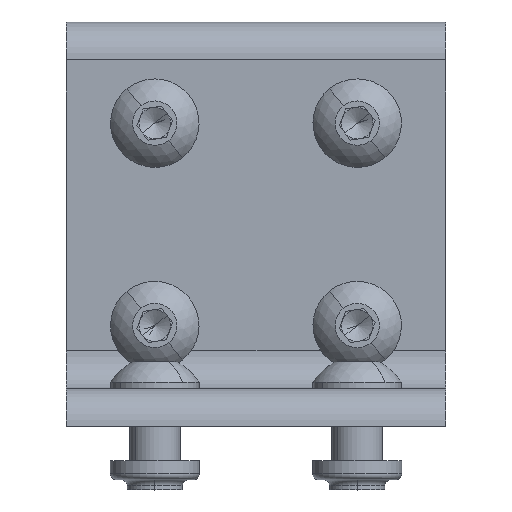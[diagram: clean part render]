
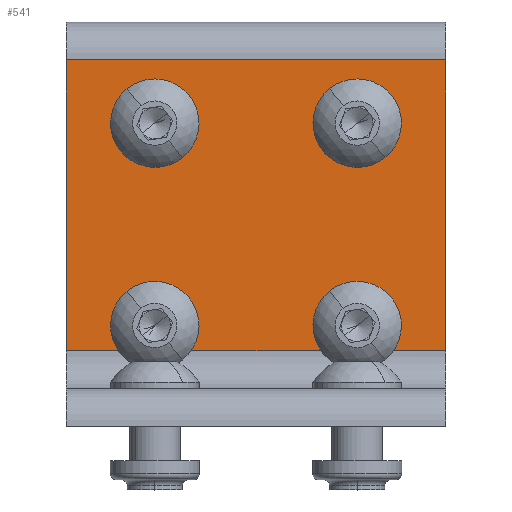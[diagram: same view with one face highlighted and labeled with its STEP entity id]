
A CAD part, top view. The second image highlights one B-rep face of the part: STEP entity #541.
In plain terms, the highlighted planar face has unit normal (0, 0, 1).
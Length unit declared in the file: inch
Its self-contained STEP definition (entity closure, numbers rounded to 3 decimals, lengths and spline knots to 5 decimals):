
#26 = ORIENTED_EDGE ( 'NONE', *, *, #2673, .T. ) ;
#88 = EDGE_CURVE ( 'NONE', #2682, #2434, #884, .T. ) ;
#99 = LINE ( 'NONE', #100, #101 ) ;
#100 = CARTESIAN_POINT ( 'NONE',  ( -0.9375, 0.375, 0.1875 ) ) ;
#101 = VECTOR ( 'NONE', #102, 39.37008 ) ;
#102 = DIRECTION ( 'NONE',  ( 1., 0., 0. ) ) ;
#188 = CIRCLE ( 'NONE', #189, 0.1285 ) ;
#189 = AXIS2_PLACEMENT_3D ( 'NONE', #190, #191, #193 ) ;
#190 = CARTESIAN_POINT ( 'NONE',  ( 0.5, 1.5, 0.1875 ) ) ;
#191 = DIRECTION ( 'NONE',  ( 0., 0., 1. ) ) ;
#193 = DIRECTION ( 'NONE',  ( 0., -1., 0. ) ) ;
#239 = CIRCLE ( 'NONE', #240, 0.1285 ) ;
#240 = AXIS2_PLACEMENT_3D ( 'NONE', #241, #242, #243 ) ;
#241 = CARTESIAN_POINT ( 'NONE',  ( 0.5, 0.5, 0.1875 ) ) ;
#242 = DIRECTION ( 'NONE',  ( 0., 0., 1. ) ) ;
#243 = DIRECTION ( 'NONE',  ( 0., -1., 0. ) ) ;
#244 = CARTESIAN_POINT ( 'NONE',  ( -0.5, 1.6285, 0.1875 ) ) ;
#257 = CARTESIAN_POINT ( 'NONE',  ( 0.47021, 0.375, 0.1875 ) ) ;
#302 = CIRCLE ( 'NONE', #303, 0.1285 ) ;
#303 = AXIS2_PLACEMENT_3D ( 'NONE', #304, #305, #306 ) ;
#304 = CARTESIAN_POINT ( 'NONE',  ( 0.5, 1.5, 0.1875 ) ) ;
#305 = DIRECTION ( 'NONE',  ( 0., 0., 1. ) ) ;
#306 = DIRECTION ( 'NONE',  ( 0., -1., 0. ) ) ;
#350 = EDGE_CURVE ( 'NONE', #2627, #2804, #1063, .T. ) ;
#367 = VERTEX_POINT ( 'NONE', #1077 ) ;
#453 = EDGE_LOOP ( 'NONE', ( #2833, #2541 ) ) ;
#533 = LINE ( 'NONE', #534, #535 ) ;
#534 = CARTESIAN_POINT ( 'NONE',  ( -0.9375, 1.8125, 0.1875 ) ) ;
#535 = VECTOR ( 'NONE', #536, 39.37008 ) ;
#536 = DIRECTION ( 'NONE',  ( 1., 0., 0. ) ) ;
#541 = ADVANCED_FACE ( 'NONE', ( #1199, #1201, #1202 ), #1203, .T. ) ;
#555 = CIRCLE ( 'NONE', #556, 0.1285 ) ;
#556 = AXIS2_PLACEMENT_3D ( 'NONE', #557, #559, #560 ) ;
#557 = CARTESIAN_POINT ( 'NONE',  ( -0.5, 1.5, 0.1875 ) ) ;
#559 = DIRECTION ( 'NONE',  ( 0., 0., 1. ) ) ;
#560 = DIRECTION ( 'NONE',  ( 0., -1., 0. ) ) ;
#618 = CARTESIAN_POINT ( 'NONE',  ( -0.52979, 0.375, 0.1875 ) ) ;
#716 = CIRCLE ( 'NONE', #717, 0.1285 ) ;
#717 = AXIS2_PLACEMENT_3D ( 'NONE', #718, #719, #720 ) ;
#718 = CARTESIAN_POINT ( 'NONE',  ( -0.5, 0.5, 0.1875 ) ) ;
#719 = DIRECTION ( 'NONE',  ( 0., 0., 1. ) ) ;
#720 = DIRECTION ( 'NONE',  ( 0., -1., 0. ) ) ;
#756 = CARTESIAN_POINT ( 'NONE',  ( -0.9375, 0.375, 0.1875 ) ) ;
#765 = CARTESIAN_POINT ( 'NONE',  ( 0.9375, 0.375, 0.1875 ) ) ;
#766 = LINE ( 'NONE', #767, #768 ) ;
#767 = CARTESIAN_POINT ( 'NONE',  ( 0.9375, 0.375, 0.1875 ) ) ;
#768 = VECTOR ( 'NONE', #769, 39.37008 ) ;
#769 = DIRECTION ( 'NONE',  ( 0., -1., 0. ) ) ;
#777 = CARTESIAN_POINT ( 'NONE',  ( 0.9375, 1.8125, 0.1875 ) ) ;
#854 = CARTESIAN_POINT ( 'NONE',  ( -0.47021, 0.375, 0.1875 ) ) ;
#884 = CIRCLE ( 'NONE', #885, 0.1285 ) ;
#885 = AXIS2_PLACEMENT_3D ( 'NONE', #886, #887, #888 ) ;
#886 = CARTESIAN_POINT ( 'NONE',  ( -0.5, 1.5, 0.1875 ) ) ;
#887 = DIRECTION ( 'NONE',  ( 0., 0., 1. ) ) ;
#888 = DIRECTION ( 'NONE',  ( 0., -1., 0. ) ) ;
#893 = EDGE_CURVE ( 'NONE', #2764, #2092, #1381, .T. ) ;
#1002 = CARTESIAN_POINT ( 'NONE',  ( -0.9375, 1.8125, 0.1875 ) ) ;
#1003 = CIRCLE ( 'NONE', #1004, 0.1285 ) ;
#1004 = AXIS2_PLACEMENT_3D ( 'NONE', #1005, #1006, #1007 ) ;
#1005 = CARTESIAN_POINT ( 'NONE',  ( -0.5, 0.5, 0.1875 ) ) ;
#1006 = DIRECTION ( 'NONE',  ( 0., 0., 1. ) ) ;
#1007 = DIRECTION ( 'NONE',  ( 0., -1., 0. ) ) ;
#1063 = CIRCLE ( 'NONE', #1064, 0.1285 ) ;
#1064 = AXIS2_PLACEMENT_3D ( 'NONE', #1065, #1066, #1067 ) ;
#1065 = CARTESIAN_POINT ( 'NONE',  ( 0.5, 0.5, 0.1875 ) ) ;
#1066 = DIRECTION ( 'NONE',  ( 0., 0., 1. ) ) ;
#1067 = DIRECTION ( 'NONE',  ( 0., -1., 0. ) ) ;
#1075 = CARTESIAN_POINT ( 'NONE',  ( -0.5, 1.3715, 0.1875 ) ) ;
#1077 = CARTESIAN_POINT ( 'NONE',  ( 0.5, 1.3715, 0.1875 ) ) ;
#1092 = VERTEX_POINT ( 'NONE', #1450 ) ;
#1166 = CARTESIAN_POINT ( 'NONE',  ( -0.5, 0.6285, 0.1875 ) ) ;
#1199 = FACE_BOUND ( 'NONE', #453, .T. ) ;
#1201 = FACE_OUTER_BOUND ( 'NONE', #2503, .T. ) ;
#1202 = FACE_BOUND ( 'NONE', #2694, .T. ) ;
#1203 = PLANE ( 'NONE',  #1204 ) ;
#1204 = AXIS2_PLACEMENT_3D ( 'NONE', #1205, #1206, #1207 ) ;
#1205 = CARTESIAN_POINT ( 'NONE',  ( -0.9375, 0.375, 0.1875 ) ) ;
#1206 = DIRECTION ( 'NONE',  ( 0., 0., 1. ) ) ;
#1207 = DIRECTION ( 'NONE',  ( 0., -1., 0. ) ) ;
#1237 = EDGE_CURVE ( 'NONE', #1092, #367, #188, .T. ) ;
#1263 = CARTESIAN_POINT ( 'NONE',  ( 0.52979, 0.375, 0.1875 ) ) ;
#1334 = CARTESIAN_POINT ( 'NONE',  ( 0.5, 0.6285, 0.1875 ) ) ;
#1381 = LINE ( 'NONE', #1382, #1383 ) ;
#1382 = CARTESIAN_POINT ( 'NONE',  ( -0.9375, 0.375, 0.1875 ) ) ;
#1383 = VECTOR ( 'NONE', #1384, 39.37008 ) ;
#1384 = DIRECTION ( 'NONE',  ( 0., -1., 0. ) ) ;
#1420 = LINE ( 'NONE', #1421, #1422 ) ;
#1421 = CARTESIAN_POINT ( 'NONE',  ( -0.9375, 0.375, 0.1875 ) ) ;
#1422 = VECTOR ( 'NONE', #1423, 39.37008 ) ;
#1423 = DIRECTION ( 'NONE',  ( 1., 0., 0. ) ) ;
#1450 = CARTESIAN_POINT ( 'NONE',  ( 0.5, 1.6285, 0.1875 ) ) ;
#1473 = LINE ( 'NONE', #1474, #1475 ) ;
#1474 = CARTESIAN_POINT ( 'NONE',  ( -0.9375, 0.375, 0.1875 ) ) ;
#1475 = VECTOR ( 'NONE', #1476, 39.37008 ) ;
#1476 = DIRECTION ( 'NONE',  ( 1., 0., 0. ) ) ;
#2024 = EDGE_CURVE ( 'NONE', #2450, #2553, #716, .T. ) ;
#2092 = VERTEX_POINT ( 'NONE', #756 ) ;
#2125 = EDGE_CURVE ( 'NONE', #2578, #2575, #766, .T. ) ;
#2247 = VERTEX_POINT ( 'NONE', #854 ) ;
#2316 = ORIENTED_EDGE ( 'NONE', *, *, #2811, .T. ) ;
#2434 = VERTEX_POINT ( 'NONE', #1075 ) ;
#2450 = VERTEX_POINT ( 'NONE', #1166 ) ;
#2482 = ORIENTED_EDGE ( 'NONE', *, *, #893, .T. ) ;
#2500 = ORIENTED_EDGE ( 'NONE', *, *, #350, .F. ) ;
#2503 = EDGE_LOOP ( 'NONE', ( #2500, #2316, #2649, #2784, #2482, #2514, #2572, #2751, #26, #2697 ) ) ;
#2507 = EDGE_CURVE ( 'NONE', #2804, #2508, #239, .T. ) ;
#2508 = VERTEX_POINT ( 'NONE', #257 ) ;
#2514 = ORIENTED_EDGE ( 'NONE', *, *, #2659, .T. ) ;
#2541 = ORIENTED_EDGE ( 'NONE', *, *, #2839, .F. ) ;
#2547 = EDGE_CURVE ( 'NONE', #2764, #2578, #533, .T. ) ;
#2553 = VERTEX_POINT ( 'NONE', #618 ) ;
#2572 = ORIENTED_EDGE ( 'NONE', *, *, #2024, .F. ) ;
#2575 = VERTEX_POINT ( 'NONE', #765 ) ;
#2578 = VERTEX_POINT ( 'NONE', #777 ) ;
#2602 = EDGE_CURVE ( 'NONE', #2247, #2450, #1003, .T. ) ;
#2612 = ORIENTED_EDGE ( 'NONE', *, *, #2713, .F. ) ;
#2627 = VERTEX_POINT ( 'NONE', #1263 ) ;
#2632 = ORIENTED_EDGE ( 'NONE', *, *, #88, .F. ) ;
#2649 = ORIENTED_EDGE ( 'NONE', *, *, #2125, .F. ) ;
#2659 = EDGE_CURVE ( 'NONE', #2092, #2553, #1420, .T. ) ;
#2673 = EDGE_CURVE ( 'NONE', #2247, #2508, #1473, .T. ) ;
#2682 = VERTEX_POINT ( 'NONE', #244 ) ;
#2694 = EDGE_LOOP ( 'NONE', ( #2632, #2612 ) ) ;
#2697 = ORIENTED_EDGE ( 'NONE', *, *, #2507, .F. ) ;
#2713 = EDGE_CURVE ( 'NONE', #2434, #2682, #555, .T. ) ;
#2751 = ORIENTED_EDGE ( 'NONE', *, *, #2602, .F. ) ;
#2764 = VERTEX_POINT ( 'NONE', #1002 ) ;
#2784 = ORIENTED_EDGE ( 'NONE', *, *, #2547, .F. ) ;
#2804 = VERTEX_POINT ( 'NONE', #1334 ) ;
#2811 = EDGE_CURVE ( 'NONE', #2627, #2575, #99, .T. ) ;
#2833 = ORIENTED_EDGE ( 'NONE', *, *, #1237, .F. ) ;
#2839 = EDGE_CURVE ( 'NONE', #367, #1092, #302, .T. ) ;
